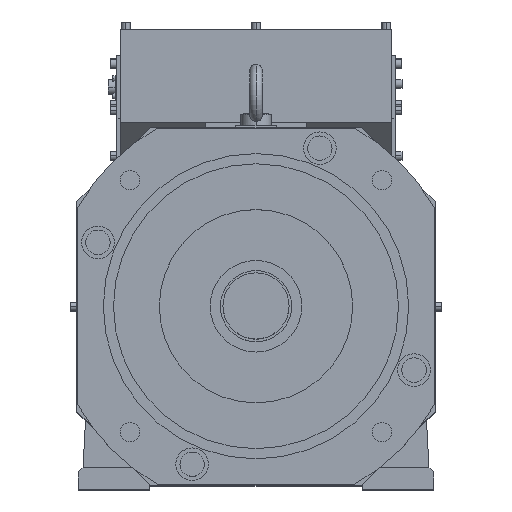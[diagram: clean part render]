
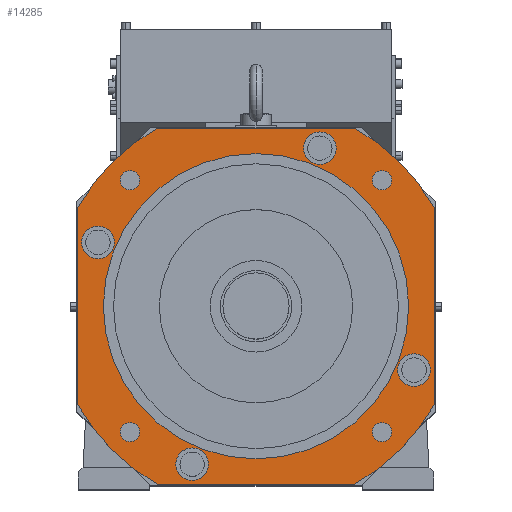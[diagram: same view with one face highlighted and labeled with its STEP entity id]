
A CAD part, top view. The second image highlights one B-rep face of the part: STEP entity #14285.
In plain terms, the highlighted planar face has unit normal (0, 0, 1).
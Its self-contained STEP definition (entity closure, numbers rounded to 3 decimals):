
#4272=DIRECTION('',(0.,-1.,0.));
#4273=VECTOR('',#4272,193.649);
#4274=CARTESIAN_POINT('',(-175.,96.825,0.));
#4275=LINE('',#4274,#4273);
#4599=CARTESIAN_POINT('',(0.,0.,0.));
#4600=DIRECTION('',(0.,0.,-1.));
#4601=DIRECTION('',(-0.875,0.484,0.));
#4602=AXIS2_PLACEMENT_3D('',#4599,#4600,#4601);
#4604=CARTESIAN_POINT('',(0.,0.,0.));
#4605=DIRECTION('',(0.,0.,-1.));
#4606=DIRECTION('',(0.484,0.875,0.));
#4607=AXIS2_PLACEMENT_3D('',#4604,#4605,#4606);
#4609=DIRECTION('',(0.,-1.,0.));
#4610=VECTOR('',#4609,193.649);
#4611=CARTESIAN_POINT('',(175.,96.825,0.));
#4612=LINE('',#4611,#4610);
#4613=CARTESIAN_POINT('',(0.,0.,0.));
#4614=DIRECTION('',(0.,0.,-1.));
#4615=DIRECTION('',(0.875,-0.484,0.));
#4616=AXIS2_PLACEMENT_3D('',#4613,#4614,#4615);
#4618=CARTESIAN_POINT('',(0.,0.,0.));
#4619=DIRECTION('',(0.,0.,-1.));
#4620=DIRECTION('',(-0.484,-0.875,0.));
#4621=AXIS2_PLACEMENT_3D('',#4618,#4619,#4620);
#4623=CARTESIAN_POINT('',(0.,0.,0.));
#4624=DIRECTION('',(0.,0.,1.));
#4625=DIRECTION('',(1.,0.,0.));
#4626=AXIS2_PLACEMENT_3D('',#4623,#4624,#4625);
#4628=CARTESIAN_POINT('',(0.,0.,0.));
#4629=DIRECTION('',(0.,0.,1.));
#4630=DIRECTION('',(-1.,0.,0.));
#4631=AXIS2_PLACEMENT_3D('',#4628,#4629,#4630);
#4633=CARTESIAN_POINT('',(123.744,123.744,
0.));
#4634=DIRECTION('',(0.,0.,1.));
#4635=DIRECTION('',(1.,0.,0.));
#4636=AXIS2_PLACEMENT_3D('',#4633,#4634,#4635);
#4638=CARTESIAN_POINT('',(123.744,123.744,
0.));
#4639=DIRECTION('',(0.,0.,1.));
#4640=DIRECTION('',(-1.,0.,0.));
#4641=AXIS2_PLACEMENT_3D('',#4638,#4639,#4640);
#4643=CARTESIAN_POINT('',(-123.744,123.744,
0.));
#4644=DIRECTION('',(0.,0.,1.));
#4645=DIRECTION('',(0.,1.,0.));
#4646=AXIS2_PLACEMENT_3D('',#4643,#4644,#4645);
#4648=CARTESIAN_POINT('',(-123.744,123.744,
0.));
#4649=DIRECTION('',(0.,0.,1.));
#4650=DIRECTION('',(0.,-1.,0.));
#4651=AXIS2_PLACEMENT_3D('',#4648,#4649,#4650);
#4653=CARTESIAN_POINT('',(-123.744,-123.744,
0.));
#4654=DIRECTION('',(0.,0.,1.));
#4655=DIRECTION('',(-1.,0.,0.));
#4656=AXIS2_PLACEMENT_3D('',#4653,#4654,#4655);
#4658=CARTESIAN_POINT('',(-123.744,-123.744,
0.));
#4659=DIRECTION('',(0.,0.,1.));
#4660=DIRECTION('',(1.,0.,0.));
#4661=AXIS2_PLACEMENT_3D('',#4658,#4659,#4660);
#4663=CARTESIAN_POINT('',(123.744,-123.744,
0.));
#4664=DIRECTION('',(0.,0.,1.));
#4665=DIRECTION('',(0.,-1.,0.));
#4666=AXIS2_PLACEMENT_3D('',#4663,#4664,#4665);
#4668=CARTESIAN_POINT('',(123.744,-123.744,
0.));
#4669=DIRECTION('',(0.,0.,1.));
#4670=DIRECTION('',(0.,1.,0.));
#4671=AXIS2_PLACEMENT_3D('',#4668,#4669,#4670);
#4673=CARTESIAN_POINT('',(62.747,155.303,
0.));
#4674=DIRECTION('',(0.,0.,1.));
#4675=DIRECTION('',(1.,0.,0.));
#4676=AXIS2_PLACEMENT_3D('',#4673,#4674,#4675);
#4678=CARTESIAN_POINT('',(62.747,155.303,
0.));
#4679=DIRECTION('',(0.,0.,1.));
#4680=DIRECTION('',(-1.,0.,0.));
#4681=AXIS2_PLACEMENT_3D('',#4678,#4679,#4680);
#4683=CARTESIAN_POINT('',(-155.303,62.747,
0.));
#4684=DIRECTION('',(0.,0.,1.));
#4685=DIRECTION('',(0.,1.,0.));
#4686=AXIS2_PLACEMENT_3D('',#4683,#4684,#4685);
#4688=CARTESIAN_POINT('',(-155.303,62.747,
0.));
#4689=DIRECTION('',(0.,0.,1.));
#4690=DIRECTION('',(0.,-1.,0.));
#4691=AXIS2_PLACEMENT_3D('',#4688,#4689,#4690);
#4693=CARTESIAN_POINT('',(-62.747,-155.303,
0.));
#4694=DIRECTION('',(0.,0.,1.));
#4695=DIRECTION('',(-1.,0.,0.));
#4696=AXIS2_PLACEMENT_3D('',#4693,#4694,#4695);
#4698=CARTESIAN_POINT('',(-62.747,-155.303,
0.));
#4699=DIRECTION('',(0.,0.,1.));
#4700=DIRECTION('',(1.,0.,0.));
#4701=AXIS2_PLACEMENT_3D('',#4698,#4699,#4700);
#4703=CARTESIAN_POINT('',(155.303,-62.747,
0.));
#4704=DIRECTION('',(0.,0.,1.));
#4705=DIRECTION('',(0.,-1.,0.));
#4706=AXIS2_PLACEMENT_3D('',#4703,#4704,#4705);
#4708=CARTESIAN_POINT('',(155.303,-62.747,
0.));
#4709=DIRECTION('',(0.,0.,1.));
#4710=DIRECTION('',(0.,1.,0.));
#4711=AXIS2_PLACEMENT_3D('',#4708,#4709,#4710);
#4721=DIRECTION('',(-1.,0.,0.));
#4722=VECTOR('',#4721,193.649);
#4723=CARTESIAN_POINT('',(96.825,175.,0.));
#4724=LINE('',#4723,#4722);
#5563=DIRECTION('',(1.,0.,0.));
#5564=VECTOR('',#5563,193.649);
#5565=CARTESIAN_POINT('',(-96.825,-175.,0.));
#5566=LINE('',#5565,#5564);
#6629=CARTESIAN_POINT('',(175.,-96.825,0.));
#6631=VERTEX_POINT('',#6629);
#7870=CARTESIAN_POINT('',(175.,96.825,0.));
#7871=VERTEX_POINT('',#7870);
#7872=CARTESIAN_POINT('',(-175.,96.825,0.));
#7873=CARTESIAN_POINT('',(-96.825,175.,0.));
#7874=VERTEX_POINT('',#7872);
#7875=VERTEX_POINT('',#7873);
#7876=CARTESIAN_POINT('',(96.825,175.,0.));
#7877=VERTEX_POINT('',#7876);
#7878=CARTESIAN_POINT('',(96.825,-175.,0.));
#7879=VERTEX_POINT('',#7878);
#7880=CARTESIAN_POINT('',(-96.825,-175.,0.));
#7881=VERTEX_POINT('',#7880);
#7882=CARTESIAN_POINT('',(-175.,-96.825,0.));
#7883=VERTEX_POINT('',#7882);
#7884=CARTESIAN_POINT('',(150.,0.,0.));
#7885=CARTESIAN_POINT('',(-150.,0.,0.));
#7886=VERTEX_POINT('',#7884);
#7887=VERTEX_POINT('',#7885);
#7888=CARTESIAN_POINT('',(133.244,123.744,
0.));
#7889=CARTESIAN_POINT('',(114.244,123.744,
0.));
#7890=VERTEX_POINT('',#7888);
#7891=VERTEX_POINT('',#7889);
#7892=CARTESIAN_POINT('',(-123.744,133.244,
0.));
#7893=CARTESIAN_POINT('',(-123.744,114.244,
0.));
#7894=VERTEX_POINT('',#7892);
#7895=VERTEX_POINT('',#7893);
#7896=CARTESIAN_POINT('',(-133.244,-123.744,
0.));
#7897=CARTESIAN_POINT('',(-114.244,-123.744,
0.));
#7898=VERTEX_POINT('',#7896);
#7899=VERTEX_POINT('',#7897);
#7900=CARTESIAN_POINT('',(123.744,-133.244,
0.));
#7901=CARTESIAN_POINT('',(123.744,-114.244,
0.));
#7902=VERTEX_POINT('',#7900);
#7903=VERTEX_POINT('',#7901);
#7904=CARTESIAN_POINT('',(78.747,155.303,
0.));
#7905=CARTESIAN_POINT('',(46.747,155.303,
0.));
#7906=VERTEX_POINT('',#7904);
#7907=VERTEX_POINT('',#7905);
#7908=CARTESIAN_POINT('',(-155.303,78.747,
0.));
#7909=CARTESIAN_POINT('',(-155.303,46.747,
0.));
#7910=VERTEX_POINT('',#7908);
#7911=VERTEX_POINT('',#7909);
#7912=CARTESIAN_POINT('',(-78.747,-155.303,
0.));
#7913=CARTESIAN_POINT('',(-46.747,-155.303,
0.));
#7914=VERTEX_POINT('',#7912);
#7915=VERTEX_POINT('',#7913);
#7916=CARTESIAN_POINT('',(155.303,-78.747,
0.));
#7917=CARTESIAN_POINT('',(155.303,-46.747,
0.));
#7918=VERTEX_POINT('',#7916);
#7919=VERTEX_POINT('',#7917);
#14210=CARTESIAN_POINT('',(0.,0.,0.));
#14211=DIRECTION('',(0.,0.,1.));
#14212=DIRECTION('',(1.,0.,0.));
#14213=AXIS2_PLACEMENT_3D('',#14210,#14211,#14212);
#14214=PLANE('',#14213);
#14216=ORIENTED_EDGE('',*,*,#14215,.T.);
#14218=ORIENTED_EDGE('',*,*,#14217,.F.);
#14220=ORIENTED_EDGE('',*,*,#14219,.T.);
#14222=ORIENTED_EDGE('',*,*,#14221,.T.);
#14224=ORIENTED_EDGE('',*,*,#14223,.T.);
#14226=ORIENTED_EDGE('',*,*,#14225,.F.);
#14227=ORIENTED_EDGE('',*,*,#14201,.T.);
#14228=ORIENTED_EDGE('',*,*,#13850,.F.);
#14229=EDGE_LOOP('',(#14216,#14218,#14220,#14222,#14224,#14226,#14227,#14228));
#14230=FACE_OUTER_BOUND('',#14229,.F.);
#14232=ORIENTED_EDGE('',*,*,#14231,.T.);
#14234=ORIENTED_EDGE('',*,*,#14233,.T.);
#14235=EDGE_LOOP('',(#14232,#14234));
#14236=FACE_BOUND('',#14235,.F.);
#14238=ORIENTED_EDGE('',*,*,#14237,.T.);
#14240=ORIENTED_EDGE('',*,*,#14239,.T.);
#14241=EDGE_LOOP('',(#14238,#14240));
#14242=FACE_BOUND('',#14241,.F.);
#14244=ORIENTED_EDGE('',*,*,#14243,.T.);
#14246=ORIENTED_EDGE('',*,*,#14245,.T.);
#14247=EDGE_LOOP('',(#14244,#14246));
#14248=FACE_BOUND('',#14247,.F.);
#14250=ORIENTED_EDGE('',*,*,#14249,.T.);
#14252=ORIENTED_EDGE('',*,*,#14251,.T.);
#14253=EDGE_LOOP('',(#14250,#14252));
#14254=FACE_BOUND('',#14253,.F.);
#14256=ORIENTED_EDGE('',*,*,#14255,.T.);
#14258=ORIENTED_EDGE('',*,*,#14257,.T.);
#14259=EDGE_LOOP('',(#14256,#14258));
#14260=FACE_BOUND('',#14259,.F.);
#14262=ORIENTED_EDGE('',*,*,#14261,.T.);
#14264=ORIENTED_EDGE('',*,*,#14263,.T.);
#14265=EDGE_LOOP('',(#14262,#14264));
#14266=FACE_BOUND('',#14265,.F.);
#14268=ORIENTED_EDGE('',*,*,#14267,.T.);
#14270=ORIENTED_EDGE('',*,*,#14269,.T.);
#14271=EDGE_LOOP('',(#14268,#14270));
#14272=FACE_BOUND('',#14271,.F.);
#14274=ORIENTED_EDGE('',*,*,#14273,.T.);
#14276=ORIENTED_EDGE('',*,*,#14275,.T.);
#14277=EDGE_LOOP('',(#14274,#14276));
#14278=FACE_BOUND('',#14277,.F.);
#14280=ORIENTED_EDGE('',*,*,#14279,.T.);
#14282=ORIENTED_EDGE('',*,*,#14281,.T.);
#14283=EDGE_LOOP('',(#14280,#14282));
#14284=FACE_BOUND('',#14283,.F.);
#14285=ADVANCED_FACE('',(#14230,#14236,#14242,#14248,#14254,#14260,#14266,
#14272,#14278,#14284),#14214,.T.);
#4603=CIRCLE('',#4602,200.);
#4608=CIRCLE('',#4607,200.);
#4617=CIRCLE('',#4616,200.);
#4622=CIRCLE('',#4621,200.);
#4627=CIRCLE('',#4626,150.);
#4632=CIRCLE('',#4631,150.);
#4637=CIRCLE('',#4636,9.5);
#4642=CIRCLE('',#4641,9.5);
#4647=CIRCLE('',#4646,9.5);
#4652=CIRCLE('',#4651,9.5);
#4657=CIRCLE('',#4656,9.5);
#4662=CIRCLE('',#4661,9.5);
#4667=CIRCLE('',#4666,9.5);
#4672=CIRCLE('',#4671,9.5);
#4677=CIRCLE('',#4676,16.);
#4682=CIRCLE('',#4681,16.);
#4687=CIRCLE('',#4686,16.);
#4692=CIRCLE('',#4691,16.);
#4697=CIRCLE('',#4696,16.);
#4702=CIRCLE('',#4701,16.);
#4707=CIRCLE('',#4706,16.);
#4712=CIRCLE('',#4711,16.);
#13850=EDGE_CURVE('',#7874,#7883,#4275,.T.);
#14201=EDGE_CURVE('',#7881,#7883,#4622,.T.);
#14215=EDGE_CURVE('',#7874,#7875,#4603,.T.);
#14217=EDGE_CURVE('',#7877,#7875,#4724,.T.);
#14219=EDGE_CURVE('',#7877,#7871,#4608,.T.);
#14221=EDGE_CURVE('',#7871,#6631,#4612,.T.);
#14223=EDGE_CURVE('',#6631,#7879,#4617,.T.);
#14225=EDGE_CURVE('',#7881,#7879,#5566,.T.);
#14231=EDGE_CURVE('',#7886,#7887,#4627,.T.);
#14233=EDGE_CURVE('',#7887,#7886,#4632,.T.);
#14237=EDGE_CURVE('',#7890,#7891,#4637,.T.);
#14239=EDGE_CURVE('',#7891,#7890,#4642,.T.);
#14243=EDGE_CURVE('',#7894,#7895,#4647,.T.);
#14245=EDGE_CURVE('',#7895,#7894,#4652,.T.);
#14249=EDGE_CURVE('',#7898,#7899,#4657,.T.);
#14251=EDGE_CURVE('',#7899,#7898,#4662,.T.);
#14255=EDGE_CURVE('',#7902,#7903,#4667,.T.);
#14257=EDGE_CURVE('',#7903,#7902,#4672,.T.);
#14261=EDGE_CURVE('',#7906,#7907,#4677,.T.);
#14263=EDGE_CURVE('',#7907,#7906,#4682,.T.);
#14267=EDGE_CURVE('',#7910,#7911,#4687,.T.);
#14269=EDGE_CURVE('',#7911,#7910,#4692,.T.);
#14273=EDGE_CURVE('',#7914,#7915,#4697,.T.);
#14275=EDGE_CURVE('',#7915,#7914,#4702,.T.);
#14279=EDGE_CURVE('',#7918,#7919,#4707,.T.);
#14281=EDGE_CURVE('',#7919,#7918,#4712,.T.);
